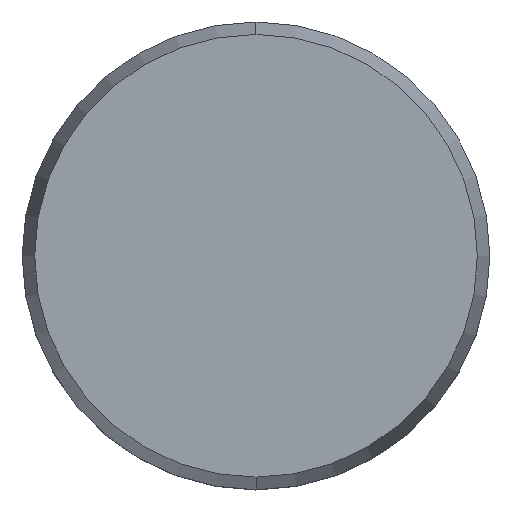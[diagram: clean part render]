
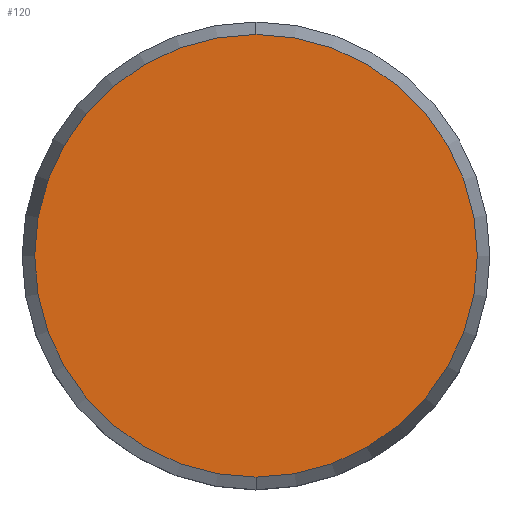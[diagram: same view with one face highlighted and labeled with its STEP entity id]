
A CAD part, top view. The second image highlights one B-rep face of the part: STEP entity #120.
In plain terms, the highlighted planar face has unit normal (0, 0, 1).
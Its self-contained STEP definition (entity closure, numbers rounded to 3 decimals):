
#74=VERTEX_POINT('',#180);
#80=EDGE_CURVE('',#74,#98,#186,.T.);
#96=EDGE_CURVE('',#98,#74,#204,.T.);
#98=VERTEX_POINT('',#206);
#120=ADVANCED_FACE('',(#229),#230,.T.);
#180=CARTESIAN_POINT('',(0.,-11.83,10.));
#186=CIRCLE('',#298,11.83);
#204=CIRCLE('',#325,11.83);
#206=CARTESIAN_POINT('',(0.,11.83,10.));
#229=FACE_OUTER_BOUND('',#356,.T.);
#230=PLANE('',#357);
#298=AXIS2_PLACEMENT_3D('',#426,#427,#428);
#325=AXIS2_PLACEMENT_3D('',#451,#452,#453);
#356=EDGE_LOOP('',(#475,#476));
#357=AXIS2_PLACEMENT_3D('',#477,#478,#479);
#426=CARTESIAN_POINT('',(0.,0.,10.));
#427=DIRECTION('',(0.0,0.0,1.0));
#428=DIRECTION('',(0.,-1.0,0.0));
#451=CARTESIAN_POINT('',(0.,0.,10.));
#452=DIRECTION('',(0.0,0.0,1.0));
#453=DIRECTION('',(0.,-1.0,0.0));
#475=ORIENTED_EDGE('',*,*,#80,.T.);
#476=ORIENTED_EDGE('',*,*,#96,.T.);
#477=CARTESIAN_POINT('',(0.,-5.915,10.));
#478=DIRECTION('',(0.0,0.0,1.0));
#479=DIRECTION('',(0.,-1.0,0.0));
